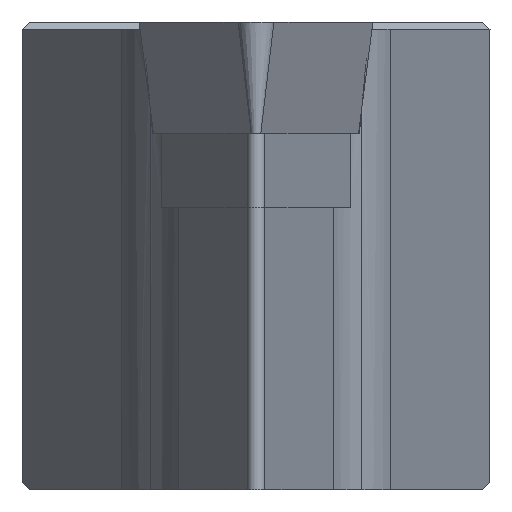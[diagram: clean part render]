
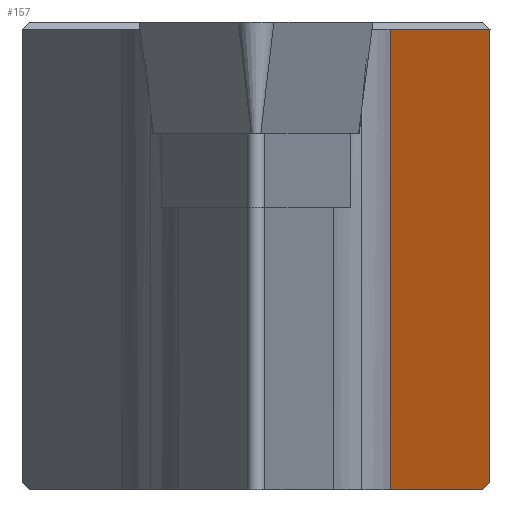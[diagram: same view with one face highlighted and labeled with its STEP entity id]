
A CAD part, left-side view. The second image highlights one B-rep face of the part: STEP entity #157.
In plain terms, the highlighted planar face has unit normal (-0.301, -0.954, 0).
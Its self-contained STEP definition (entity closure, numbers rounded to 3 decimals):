
#157=ADVANCED_FACE('',(#235),#195,.F.);
#195=PLANE('',#873);
#235=FACE_OUTER_BOUND('',#278,.T.);
#278=EDGE_LOOP('',(#418,#419,#420,#421,#422));
#418=ORIENTED_EDGE('',*,*,#587,.T.);
#419=ORIENTED_EDGE('',*,*,#612,.F.);
#420=ORIENTED_EDGE('',*,*,#607,.F.);
#421=ORIENTED_EDGE('',*,*,#627,.F.);
#422=ORIENTED_EDGE('',*,*,#578,.F.);
#512=VERTEX_POINT('',#1137);
#513=VERTEX_POINT('',#1139);
#520=VERTEX_POINT('',#1155);
#534=VERTEX_POINT('',#1194);
#536=VERTEX_POINT('',#1197);
#578=EDGE_CURVE('',#512,#513,#678,.T.);
#587=EDGE_CURVE('',#512,#520,#684,.T.);
#607=EDGE_CURVE('',#534,#536,#694,.T.);
#612=EDGE_CURVE('',#536,#520,#699,.T.);
#627=EDGE_CURVE('',#513,#534,#714,.T.);
#678=LINE('',#1138,#759);
#684=LINE('',#1156,#765);
#694=LINE('',#1196,#775);
#699=LINE('',#1204,#780);
#714=LINE('',#1234,#795);
#759=VECTOR('',#920,1.);
#765=VECTOR('',#934,1.);
#775=VECTOR('',#974,1.);
#780=VECTOR('',#981,1.);
#795=VECTOR('',#1006,1.);
#873=AXIS2_PLACEMENT_3D('',#1257,#1040,#1041);
#920=DIRECTION('',(0.954,-0.301,0.));
#934=DIRECTION('',(0.,0.,-1.));
#974=DIRECTION('',(-0.913,0.288,-0.288));
#981=DIRECTION('',(-0.954,0.301,0.));
#1006=DIRECTION('',(0.,0.,-1.));
#1040=DIRECTION('',(0.301,0.954,0.));
#1041=DIRECTION('',(-0.954,0.301,0.));
#1137=CARTESIAN_POINT('',(18.223,-15.746,-0.3));
#1138=CARTESIAN_POINT('',(31.716,-20.,-0.3));
#1139=CARTESIAN_POINT('',(31.716,-20.,-0.3));
#1155=CARTESIAN_POINT('',(18.223,-15.746,-20.));
#1156=CARTESIAN_POINT('',(18.223,-15.746,-40.));
#1194=CARTESIAN_POINT('',(31.716,-20.,-19.7));
#1196=CARTESIAN_POINT('',(26.377,-18.317,-21.383));
#1197=CARTESIAN_POINT('',(30.764,-19.7,-20.));
#1204=CARTESIAN_POINT('',(31.716,-20.,-20.));
#1234=CARTESIAN_POINT('',(31.716,-20.,-40.));
#1257=CARTESIAN_POINT('',(31.716,-20.,-40.));
